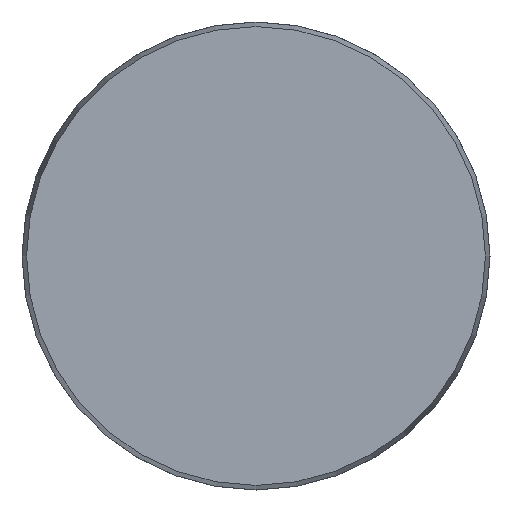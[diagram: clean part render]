
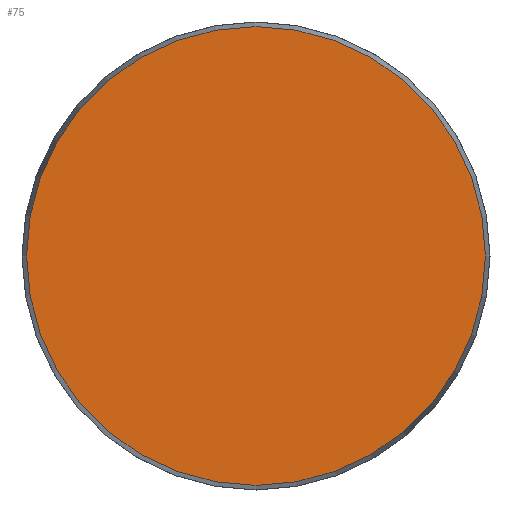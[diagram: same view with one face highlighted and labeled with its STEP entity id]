
A CAD part, front view. The second image highlights one B-rep face of the part: STEP entity #75.
In plain terms, the highlighted planar face has unit normal (0, -1, 0).
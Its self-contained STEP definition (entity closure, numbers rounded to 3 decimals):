
#16 = DIRECTION ( 'NONE',  ( 0., 0., -1. ) ) ;
#75 = ADVANCED_FACE ( 'NONE', ( #487 ), #235, .F. ) ;
#107 = DIRECTION ( 'NONE',  ( 0., 0., 1. ) ) ;
#174 = ORIENTED_EDGE ( 'NONE', *, *, #429, .T. ) ;
#186 = AXIS2_PLACEMENT_3D ( 'NONE', #355, #397, #16 ) ;
#235 = PLANE ( 'NONE',  #249 ) ;
#249 = AXIS2_PLACEMENT_3D ( 'NONE', #337, #281, #107 ) ;
#251 = CIRCLE ( 'NONE', #186, 28.425 ) ;
#281 = DIRECTION ( 'NONE',  ( 0., 1., 0. ) ) ;
#321 = CARTESIAN_POINT ( 'NONE',  ( 0., 0., -28.425 ) ) ;
#337 = CARTESIAN_POINT ( 'NONE',  ( -28.425, 0., 0. ) ) ;
#355 = CARTESIAN_POINT ( 'NONE',  ( 0., 0., 0. ) ) ;
#397 = DIRECTION ( 'NONE',  ( 0., -1., 0. ) ) ;
#429 = EDGE_CURVE ( 'NONE', #460, #460, #251, .T. ) ;
#460 = VERTEX_POINT ( 'NONE', #321 ) ;
#487 = FACE_OUTER_BOUND ( 'NONE', #507, .T. ) ;
#507 = EDGE_LOOP ( 'NONE', ( #174 ) ) ;
